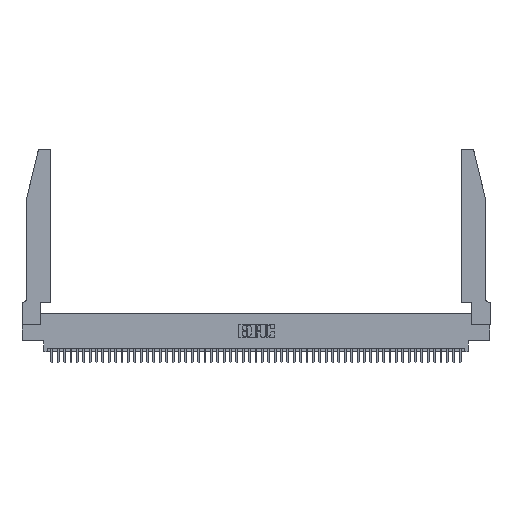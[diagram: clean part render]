
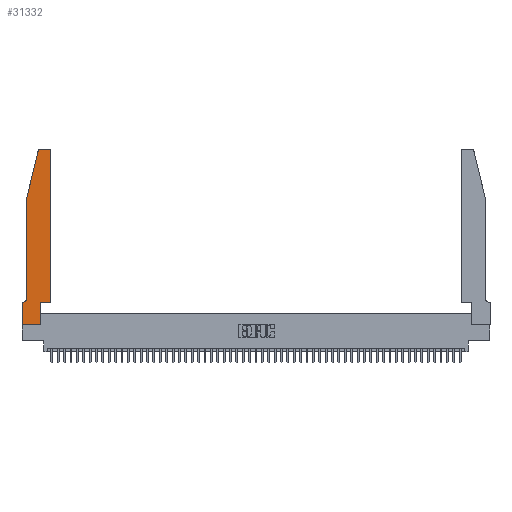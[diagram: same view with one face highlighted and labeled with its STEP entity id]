
A CAD part, top view. The second image highlights one B-rep face of the part: STEP entity #31332.
In plain terms, the highlighted planar face has unit normal (0, 0, 1).
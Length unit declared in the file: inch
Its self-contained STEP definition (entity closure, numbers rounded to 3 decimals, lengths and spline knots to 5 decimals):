
#1192 = LINE ( 'NONE', #49539, #33840 ) ;
#2140 = FACE_OUTER_BOUND ( 'NONE', #24890, .T. ) ;
#3003 = ORIENTED_EDGE ( 'NONE', *, *, #18007, .T. ) ;
#3270 = ORIENTED_EDGE ( 'NONE', *, *, #40513, .T. ) ;
#3794 = VERTEX_POINT ( 'NONE', #27909 ) ;
#4833 = LINE ( 'NONE', #36427, #36149 ) ;
#5188 = AXIS2_PLACEMENT_3D ( 'NONE', #31720, #7293, #35802 ) ;
#5304 = LINE ( 'NONE', #17818, #35318 ) ;
#5473 = CARTESIAN_POINT ( 'NONE',  ( 0., 0.35, 0.37 ) ) ;
#5591 = CARTESIAN_POINT ( 'NONE',  ( 0.25487, 2.72718, 0.37 ) ) ;
#6338 = VERTEX_POINT ( 'NONE', #39069 ) ;
#7128 = AXIS2_PLACEMENT_3D ( 'NONE', #22081, #50585, #26166 ) ;
#7293 = DIRECTION ( 'NONE',  ( 0., 0., 1. ) ) ;
#7907 = DIRECTION ( 'NONE',  ( -1., 0., 0. ) ) ;
#8501 = AXIS2_PLACEMENT_3D ( 'NONE', #23159, #51644, #27219 ) ;
#8624 = EDGE_CURVE ( 'NONE', #50532, #18909, #1192, .T. ) ;
#9341 = CARTESIAN_POINT ( 'NONE',  ( 0.2605, 2.75, 0.37 ) ) ;
#9646 = DIRECTION ( 'NONE',  ( 1., 0., 0. ) ) ;
#9843 = EDGE_CURVE ( 'NONE', #10017, #39622, #52206, .T. ) ;
#9965 = ORIENTED_EDGE ( 'NONE', *, *, #13232, .T. ) ;
#10017 = VERTEX_POINT ( 'NONE', #34937 ) ;
#10049 = DIRECTION ( 'NONE',  ( 1., 0., 0. ) ) ;
#10145 = VECTOR ( 'NONE', #33716, 39.37008 ) ;
#11745 = EDGE_CURVE ( 'NONE', #3794, #30756, #40662, .T. ) ;
#12440 = CARTESIAN_POINT ( 'NONE',  ( 0.0755, 0.42, 0.37 ) ) ;
#13232 = EDGE_CURVE ( 'NONE', #18909, #29977, #39222, .T. ) ;
#13366 = ORIENTED_EDGE ( 'NONE', *, *, #33326, .T. ) ;
#14103 = CARTESIAN_POINT ( 'NONE',  ( 0.2865, 0., 0.37 ) ) ;
#14803 = CARTESIAN_POINT ( 'NONE',  ( 0.4505, 0.35, 0.37 ) ) ;
#15966 = VERTEX_POINT ( 'NONE', #42680 ) ;
#16750 = VERTEX_POINT ( 'NONE', #12440 ) ;
#17537 = CARTESIAN_POINT ( 'NONE',  ( 0., 0.35, 0.37 ) ) ;
#17684 = VECTOR ( 'NONE', #10049, 39.37008 ) ;
#17818 = CARTESIAN_POINT ( 'NONE',  ( 0.0755, 2., 0.37 ) ) ;
#18007 = EDGE_CURVE ( 'NONE', #39622, #21058, #49122, .T. ) ;
#18909 = VERTEX_POINT ( 'NONE', #24469 ) ;
#19252 = EDGE_CURVE ( 'NONE', #29977, #3794, #24121, .T. ) ;
#21058 = VERTEX_POINT ( 'NONE', #5591 ) ;
#21267 = CIRCLE ( 'NONE', #8501, 0.07 ) ;
#21883 = DIRECTION ( 'NONE',  ( 0., -1., 0. ) ) ;
#22081 = CARTESIAN_POINT ( 'NONE',  ( 0.4205, 2.72, 0.37 ) ) ;
#22844 = VECTOR ( 'NONE', #50796, 39.37008 ) ;
#23159 = CARTESIAN_POINT ( 'NONE',  ( 0.0055, 0.42, 0.37 ) ) ;
#23209 = EDGE_CURVE ( 'NONE', #21058, #6338, #28186, .T. ) ;
#24121 = LINE ( 'NONE', #46712, #22844 ) ;
#24217 = AXIS2_PLACEMENT_3D ( 'NONE', #5473, #34012, #9646 ) ;
#24469 = CARTESIAN_POINT ( 'NONE',  ( 0., 0., 0.37 ) ) ;
#24890 = EDGE_LOOP ( 'NONE', ( #40753, #3003, #38853, #44655, #38418, #3270, #52500, #9965, #33508, #47002, #29769, #13366 ) ) ;
#25112 = DIRECTION ( 'NONE',  ( 0., -1., 0. ) ) ;
#25864 = CARTESIAN_POINT ( 'NONE',  ( 0., 0., 0.37 ) ) ;
#26166 = DIRECTION ( 'NONE',  ( 1., 0., 0. ) ) ;
#26910 = VECTOR ( 'NONE', #40266, 39.37008 ) ;
#27219 = DIRECTION ( 'NONE',  ( -1., 0., 0. ) ) ;
#27909 = CARTESIAN_POINT ( 'NONE',  ( 0.2865, 0.35, 0.37 ) ) ;
#28186 = LINE ( 'NONE', #36099, #26910 ) ;
#28680 = CARTESIAN_POINT ( 'NONE',  ( 0.0055, 0.35, 0.37 ) ) ;
#28951 = LINE ( 'NONE', #14803, #49408 ) ;
#29769 = ORIENTED_EDGE ( 'NONE', *, *, #48984, .T. ) ;
#29921 = PLANE ( 'NONE',  #24217 ) ;
#29977 = VERTEX_POINT ( 'NONE', #14103 ) ;
#30756 = VERTEX_POINT ( 'NONE', #47127 ) ;
#31332 = ADVANCED_FACE ( 'NONE', ( #2140 ), #29921, .T. ) ;
#31720 = CARTESIAN_POINT ( 'NONE',  ( 0.284, 2.72, 0.37 ) ) ;
#31992 = EDGE_CURVE ( 'NONE', #6338, #16750, #5304, .T. ) ;
#33326 = EDGE_CURVE ( 'NONE', #15966, #10017, #36472, .T. ) ;
#33508 = ORIENTED_EDGE ( 'NONE', *, *, #19252, .T. ) ;
#33716 = DIRECTION ( 'NONE',  ( -1., 0., 0. ) ) ;
#33840 = VECTOR ( 'NONE', #25112, 39.37008 ) ;
#34012 = DIRECTION ( 'NONE',  ( 0., 0., 1. ) ) ;
#34413 = CARTESIAN_POINT ( 'NONE',  ( 0.4505, 0.35, 0.37 ) ) ;
#34937 = CARTESIAN_POINT ( 'NONE',  ( 0.4205, 2.75, 0.37 ) ) ;
#35318 = VECTOR ( 'NONE', #21883, 39.37008 ) ;
#35802 = DIRECTION ( 'NONE',  ( 1., 0., 0. ) ) ;
#36099 = CARTESIAN_POINT ( 'NONE',  ( 0.0755, 2., 0.37 ) ) ;
#36149 = VECTOR ( 'NONE', #7907, 39.37008 ) ;
#36427 = CARTESIAN_POINT ( 'NONE',  ( 0.0755, 0.35, 0.37 ) ) ;
#36472 = CIRCLE ( 'NONE', #7128, 0.03 ) ;
#37888 = VECTOR ( 'NONE', #50277, 39.37008 ) ;
#38418 = ORIENTED_EDGE ( 'NONE', *, *, #43628, .T. ) ;
#38853 = ORIENTED_EDGE ( 'NONE', *, *, #23209, .T. ) ;
#39069 = CARTESIAN_POINT ( 'NONE',  ( 0.0755, 2., 0.37 ) ) ;
#39215 = VERTEX_POINT ( 'NONE', #28680 ) ;
#39222 = LINE ( 'NONE', #25864, #37888 ) ;
#39250 = DIRECTION ( 'NONE',  ( 0., 1., 0. ) ) ;
#39409 = CARTESIAN_POINT ( 'NONE',  ( 0.284, 2.75, 0.37 ) ) ;
#39622 = VERTEX_POINT ( 'NONE', #39409 ) ;
#40266 = DIRECTION ( 'NONE',  ( -0.239, -0.971, 0. ) ) ;
#40513 = EDGE_CURVE ( 'NONE', #39215, #50532, #4833, .T. ) ;
#40662 = LINE ( 'NONE', #34413, #17684 ) ;
#40753 = ORIENTED_EDGE ( 'NONE', *, *, #9843, .T. ) ;
#42680 = CARTESIAN_POINT ( 'NONE',  ( 0.4505, 2.72, 0.37 ) ) ;
#43628 = EDGE_CURVE ( 'NONE', #16750, #39215, #21267, .T. ) ;
#44655 = ORIENTED_EDGE ( 'NONE', *, *, #31992, .T. ) ;
#46712 = CARTESIAN_POINT ( 'NONE',  ( 0.2865, 0.35, 0.37 ) ) ;
#47002 = ORIENTED_EDGE ( 'NONE', *, *, #11745, .T. ) ;
#47127 = CARTESIAN_POINT ( 'NONE',  ( 0.4505, 0.35, 0.37 ) ) ;
#48984 = EDGE_CURVE ( 'NONE', #30756, #15966, #28951, .T. ) ;
#49122 = CIRCLE ( 'NONE', #5188, 0.03 ) ;
#49408 = VECTOR ( 'NONE', #39250, 39.37008 ) ;
#49539 = CARTESIAN_POINT ( 'NONE',  ( 0., 0., 0.37 ) ) ;
#50277 = DIRECTION ( 'NONE',  ( 1., 0., 0. ) ) ;
#50532 = VERTEX_POINT ( 'NONE', #17537 ) ;
#50585 = DIRECTION ( 'NONE',  ( 0., 0., 1. ) ) ;
#50796 = DIRECTION ( 'NONE',  ( 0., 1., 0. ) ) ;
#51644 = DIRECTION ( 'NONE',  ( 0., 0., -1. ) ) ;
#52206 = LINE ( 'NONE', #9341, #10145 ) ;
#52500 = ORIENTED_EDGE ( 'NONE', *, *, #8624, .T. ) ;
